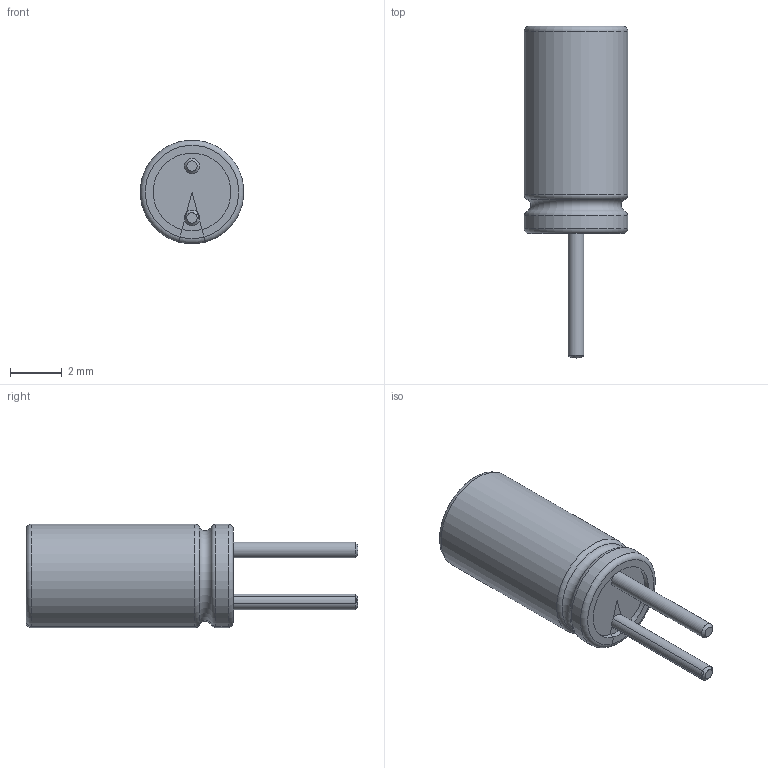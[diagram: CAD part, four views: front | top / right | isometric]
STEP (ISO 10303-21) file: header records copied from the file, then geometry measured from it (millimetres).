
FILE_DESCRIPTION(/* description */ (''),/* implementation_level */ '2;1');
FILE_NAME(/* name */ '4x8x2mm.stp',/* time_stamp */ '2021-06-22T14:52:02+07:00',/* author */ ('Nhat'),/* organization */ (''),/* preprocessor_version */ 'ST-DEVELOPER v16.13',/* originating_system */ 'Autodesk Inventor 2018',/* authorisation */ '');
FILE_SCHEMA (('AUTOMOTIVE_DESIGN { 1 0 10303 214 3 1 1 }'));
Length unit declared in the file: millimetre
Products named in the file (3): Assembly1; Part1; 4x11x2.54-2
Assembly tree (2 placements, depth 2):
  Assembly1
    Part1
    4x11x2.54-2
Bounding box: 3.98 x 12.8 x 3.98 mm (x, y, z)
Volume: 99 mm3; surface area: 214.5 mm2
Topology: 2 solids, 2 shells, 42 faces, 110 edges, 73 vertices
Faces by surface type: plane 15, cylinder 13, torus 10, cone 4
Full cylindrical faces by diameter (mm): 0.6 x1
Entity records: 1434 total; most frequent: DIRECTION 252, CARTESIAN_POINT 233, ORIENTED_EDGE 212, EDGE_CURVE 106, AXIS2_PLACEMENT_3D 103, VERTEX_POINT 72, CIRCLE 56, EDGE_LOOP 46
